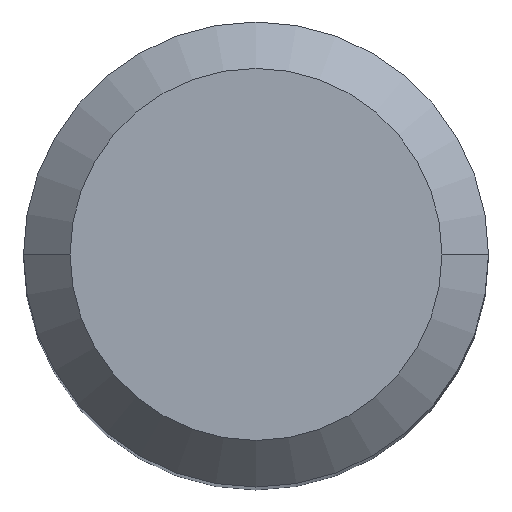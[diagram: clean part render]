
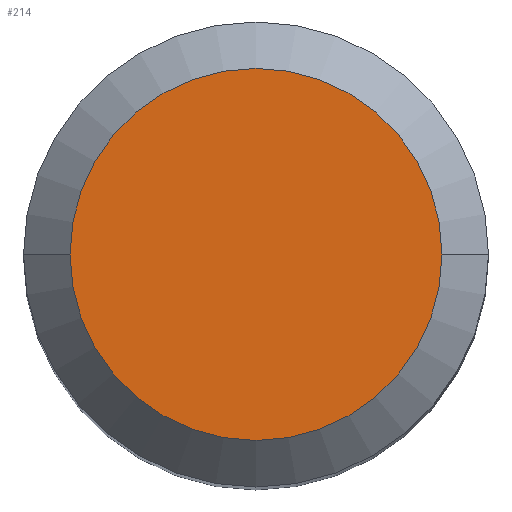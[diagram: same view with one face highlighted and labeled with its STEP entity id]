
A CAD part, top view. The second image highlights one B-rep face of the part: STEP entity #214.
In plain terms, the highlighted planar face has unit normal (0, 0, 1).
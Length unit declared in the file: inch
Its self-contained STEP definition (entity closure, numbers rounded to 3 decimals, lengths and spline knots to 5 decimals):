
#9 = AXIS2_PLACEMENT_3D ( 'NONE', #124, #117, #159 ) ;
#87 = FACE_OUTER_BOUND ( 'NONE', #472, .T. ) ;
#117 = DIRECTION ( 'NONE',  ( 0., 0., 1. ) ) ;
#124 = CARTESIAN_POINT ( 'NONE',  ( 0., 0., 0. ) ) ;
#127 = AXIS2_PLACEMENT_3D ( 'NONE', #193, #428, #307 ) ;
#150 = DIRECTION ( 'NONE',  ( 0., 0., 1. ) ) ;
#153 = AXIS2_PLACEMENT_3D ( 'NONE', #298, #150, #300 ) ;
#159 = DIRECTION ( 'NONE',  ( 1., 0., 0. ) ) ;
#193 = CARTESIAN_POINT ( 'NONE',  ( 0., 0., 0. ) ) ;
#201 = EDGE_CURVE ( 'NONE', #437, #239, #416, .T. ) ;
#214 = ADVANCED_FACE ( 'NONE', ( #87 ), #424, .F. ) ;
#239 = VERTEX_POINT ( 'NONE', #311 ) ;
#255 = CARTESIAN_POINT ( 'NONE',  ( -0.18896, 0., 0. ) ) ;
#298 = CARTESIAN_POINT ( 'NONE',  ( 0., 0., 0. ) ) ;
#300 = DIRECTION ( 'NONE',  ( 1., 0., 0. ) ) ;
#307 = DIRECTION ( 'NONE',  ( -1., 0., 0. ) ) ;
#311 = CARTESIAN_POINT ( 'NONE',  ( 0.18896, 0., 0. ) ) ;
#368 = ORIENTED_EDGE ( 'NONE', *, *, #201, .T. ) ;
#416 = CIRCLE ( 'NONE', #9, 0.18896 ) ;
#424 = PLANE ( 'NONE',  #127 ) ;
#428 = DIRECTION ( 'NONE',  ( 0., 0., -1. ) ) ;
#435 = ORIENTED_EDGE ( 'NONE', *, *, #487, .T. ) ;
#437 = VERTEX_POINT ( 'NONE', #255 ) ;
#467 = CIRCLE ( 'NONE', #153, 0.18896 ) ;
#472 = EDGE_LOOP ( 'NONE', ( #368, #435 ) ) ;
#487 = EDGE_CURVE ( 'NONE', #239, #437, #467, .T. ) ;
